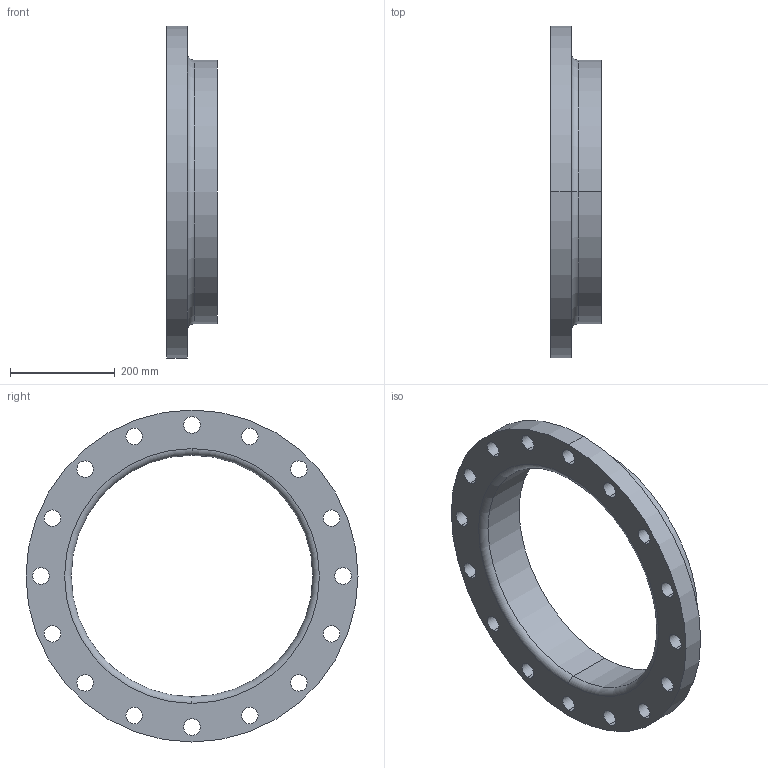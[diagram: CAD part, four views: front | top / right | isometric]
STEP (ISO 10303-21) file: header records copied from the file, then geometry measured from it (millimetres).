
FILE_DESCRIPTION (( 'STEP AP203' ), '1' );
FILE_NAME ('18_150_B165_LJF.STEP', '2024-01-10T02:42:37', ( '' ), ( '' ), 'SwSTEP 2.0', 'SolidWorks 2023', '' );
FILE_SCHEMA (( 'CONFIG_CONTROL_DESIGN' ));
Length unit declared in the file: inch
Products named in the file (1): 18_150_B165_LJF
Bounding box: 96.84 x 635 x 635 mm (x, y, z)
Volume: 7278566 mm3; surface area: 630103 mm2
Topology: 1 solids, 1 shells, 45 faces, 122 edges, 80 vertices
Faces by surface type: cylinder 38, torus 4, plane 3
Entity records: 1615 total; most frequent: DIRECTION 298, CARTESIAN_POINT 248, ORIENTED_EDGE 244, AXIS2_PLACEMENT_3D 130, EDGE_CURVE 122, CIRCLE 84, VERTEX_POINT 80, EDGE_LOOP 80
